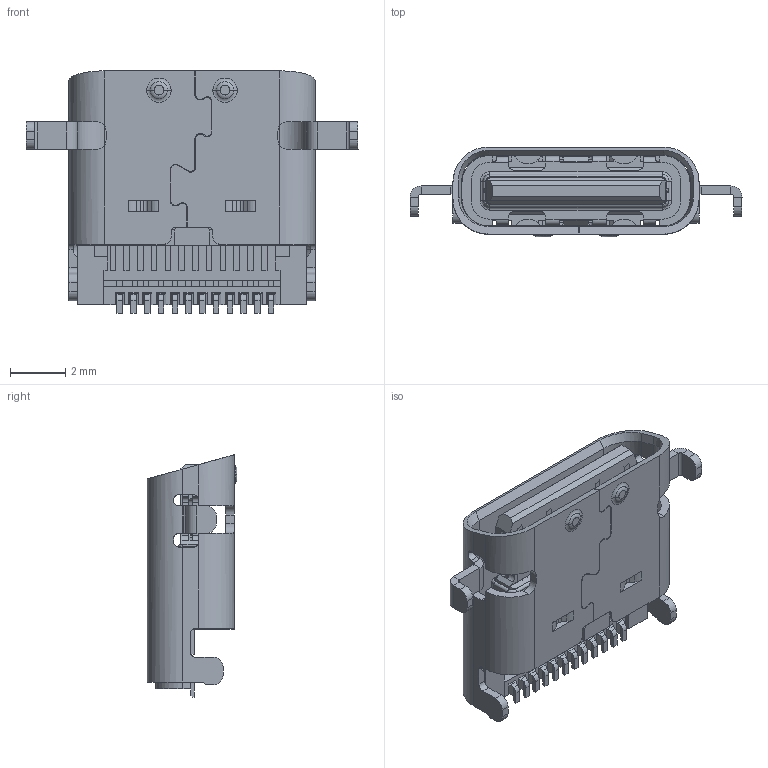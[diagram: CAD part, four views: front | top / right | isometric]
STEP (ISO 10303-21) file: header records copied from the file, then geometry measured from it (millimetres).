
FILE_DESCRIPTION (( 'STEP AP214' ), '1' );
FILE_NAME ('TYPE-C 24P 沉板1.45 斜口.STEP', '2024-11-09T07:36:35', ( '微软用户' ), ( '微软中国' ), 'SwSTEP 2.0', 'SolidWorks 2016', '' );
FILE_SCHEMA (( 'AUTOMOTIVE_DESIGN' ));
Length unit declared in the file: millimetre
Products named in the file (4): 俋褲 - 訇諳; 狟齬MD_1; 媼棒MD_1; TYPE-C 24P 麥啣1.45 訇諳
Assembly tree (3 placements, depth 2):
  TYPE-C 24P 麥啣1.45 訇諳
    媼棒MD_1
    狟齬MD_1
    俋褲 - 訇諳
Bounding box: 12.06 x 3.26 x 8.8 mm (x, y, z)
Volume: 122.7 mm3; surface area: 686.9 mm2
Topology: 3 solids, 12 shells, 1607 faces, 4558 edges, 3009 vertices
Faces by surface type: plane 1294, cylinder 282, bspline 12, cone 11, torus 8
Entity records: 56354 total; most frequent: CARTESIAN_POINT 11207, ORIENTED_EDGE 9112, DIRECTION 7817, EDGE_CURVE 4556, VECTOR 3625, LINE 3625, VERTEX_POINT 3008, AXIS2_PLACEMENT_3D 2096
